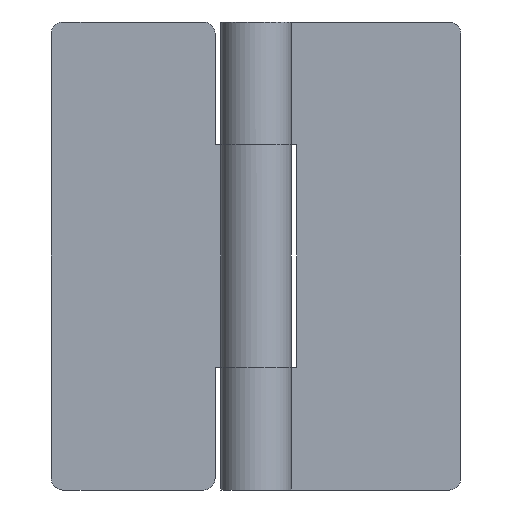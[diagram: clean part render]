
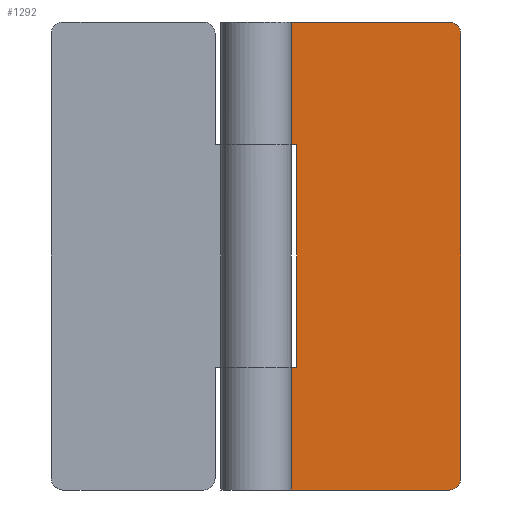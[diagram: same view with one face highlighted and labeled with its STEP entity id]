
A CAD part, front view. The second image highlights one B-rep face of the part: STEP entity #1292.
In plain terms, the highlighted free-form (B-spline) face has degree [1, 1] with [2, 2] control points.
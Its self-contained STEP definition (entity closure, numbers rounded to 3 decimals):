
#742=CARTESIAN_POINT('',(17.5,1.5,1.0));
#743=VERTEX_POINT('',#742);
#749=CARTESIAN_POINT('',(16.5,1.5,0.0));
#750=VERTEX_POINT('',#749);
#751=CARTESIAN_POINT('',(16.5,1.5,0.0));
#752=CARTESIAN_POINT('',(17.5,1.5,0.0));
#753=CARTESIAN_POINT('',(17.5,1.5,1.0));
#761=(BOUNDED_CURVE()B_SPLINE_CURVE(2,(#751,#752,#753),.UNSPECIFIED.,.F.,.U.)CURVE()GEOMETRIC_REPRESENTATION_ITEM()QUASI_UNIFORM_CURVE()RATIONAL_B_SPLINE_CURVE((1.0,0.707,1.0))REPRESENTATION_ITEM(''));
#762=EDGE_CURVE('',#750,#743,#761,.T.);
#803=CARTESIAN_POINT('',(16.5,1.5,40.0));
#804=VERTEX_POINT('',#803);
#810=CARTESIAN_POINT('',(17.5,1.5,39.0));
#811=VERTEX_POINT('',#810);
#812=CARTESIAN_POINT('',(17.5,1.5,39.0));
#813=CARTESIAN_POINT('',(17.5,1.5,40.));
#814=CARTESIAN_POINT('',(16.5,1.5,40.0));
#822=(BOUNDED_CURVE()B_SPLINE_CURVE(2,(#812,#813,#814),.UNSPECIFIED.,.F.,.U.)CURVE()GEOMETRIC_REPRESENTATION_ITEM()QUASI_UNIFORM_CURVE()RATIONAL_B_SPLINE_CURVE((1.0,0.707,1.0))REPRESENTATION_ITEM(''));
#823=EDGE_CURVE('',#811,#804,#822,.T.);
#868=CARTESIAN_POINT('',(0.0,1.5,10.5));
#869=VERTEX_POINT('',#868);
#889=CARTESIAN_POINT('',(3.5,1.5,10.5));
#890=VERTEX_POINT('',#889);
#891=CARTESIAN_POINT('',(3.5,1.5,10.5));
#892=CARTESIAN_POINT('',(0.0,1.5,10.5));
#893=QUASI_UNIFORM_CURVE('',1,(#891,#892),.UNSPECIFIED.,.F.,.U.);
#894=EDGE_CURVE('',#890,#869,#893,.T.);
#925=CARTESIAN_POINT('',(3.5,1.5,29.5));
#926=VERTEX_POINT('',#925);
#932=CARTESIAN_POINT('',(0.0,1.5,29.5));
#933=VERTEX_POINT('',#932);
#934=CARTESIAN_POINT('',(0.0,1.5,29.5));
#935=CARTESIAN_POINT('',(3.5,1.5,29.5));
#936=QUASI_UNIFORM_CURVE('',1,(#934,#935),.UNSPECIFIED.,.F.,.U.);
#937=EDGE_CURVE('',#933,#926,#936,.T.);
#1001=CARTESIAN_POINT('',(3.5,1.5,29.5));
#1002=CARTESIAN_POINT('',(3.5,1.5,10.5));
#1003=QUASI_UNIFORM_CURVE('',1,(#1001,#1002),.UNSPECIFIED.,.F.,.U.);
#1004=EDGE_CURVE('',#926,#890,#1003,.T.);
#1022=CARTESIAN_POINT('',(0.0,1.5,0.0));
#1023=VERTEX_POINT('',#1022);
#1024=CARTESIAN_POINT('',(16.5,1.5,0.0));
#1025=CARTESIAN_POINT('',(0.0,1.5,0.0));
#1026=QUASI_UNIFORM_CURVE('',1,(#1024,#1025),.UNSPECIFIED.,.F.,.U.);
#1027=EDGE_CURVE('',#750,#1023,#1026,.T.);
#1084=CARTESIAN_POINT('',(0.0,1.5,40.0));
#1085=VERTEX_POINT('',#1084);
#1086=CARTESIAN_POINT('',(16.5,1.5,40.0));
#1087=CARTESIAN_POINT('',(0.0,1.5,40.0));
#1088=QUASI_UNIFORM_CURVE('',1,(#1086,#1087),.UNSPECIFIED.,.F.,.U.);
#1089=EDGE_CURVE('',#804,#1085,#1088,.T.);
#1154=CARTESIAN_POINT('',(17.5,1.5,39.0));
#1155=CARTESIAN_POINT('',(17.5,1.5,1.0));
#1156=QUASI_UNIFORM_CURVE('',1,(#1154,#1155),.UNSPECIFIED.,.F.,.U.);
#1157=EDGE_CURVE('',#811,#743,#1156,.T.);
#1234=CARTESIAN_POINT('',(0.0,1.5,10.5));
#1235=CARTESIAN_POINT('',(0.0,1.5,0.0));
#1236=QUASI_UNIFORM_CURVE('',1,(#1234,#1235),.UNSPECIFIED.,.F.,.U.);
#1237=EDGE_CURVE('',#869,#1023,#1236,.T.);
#1265=CARTESIAN_POINT('',(0.0,1.5,40.0));
#1266=CARTESIAN_POINT('',(0.0,1.5,29.5));
#1267=QUASI_UNIFORM_CURVE('',1,(#1265,#1266),.UNSPECIFIED.,.F.,.U.);
#1268=EDGE_CURVE('',#1085,#933,#1267,.T.);
#1275=CARTESIAN_POINT('',(-0.874,1.5,41.998));
#1276=CARTESIAN_POINT('',(-0.874,1.5,-1.998));
#1277=CARTESIAN_POINT('',(18.374,1.5,41.998));
#1278=CARTESIAN_POINT('',(18.374,1.5,-1.998));
#1279=B_SPLINE_SURFACE_WITH_KNOTS('',1,1,((#1275,#1277),(#1276,#1278)),.UNSPECIFIED.,.F.,.F.,.U.,(2,2),(2,2),(0.0,43.996),(0.0,19.248),.UNSPECIFIED.);
#1280=ORIENTED_EDGE('',*,*,#1027,.F.);
#1281=ORIENTED_EDGE('',*,*,#762,.T.);
#1282=ORIENTED_EDGE('',*,*,#1157,.F.);
#1283=ORIENTED_EDGE('',*,*,#823,.T.);
#1284=ORIENTED_EDGE('',*,*,#1089,.T.);
#1285=ORIENTED_EDGE('',*,*,#1268,.T.);
#1286=ORIENTED_EDGE('',*,*,#937,.T.);
#1287=ORIENTED_EDGE('',*,*,#1004,.T.);
#1288=ORIENTED_EDGE('',*,*,#894,.T.);
#1289=ORIENTED_EDGE('',*,*,#1237,.T.);
#1290=EDGE_LOOP('',(#1280,#1281,#1282,#1283,#1284,#1285,#1286,#1287,#1288,#1289));
#1291=FACE_OUTER_BOUND('',#1290,.T.);
#1292=ADVANCED_FACE('',(#1291),#1279,.T.);
